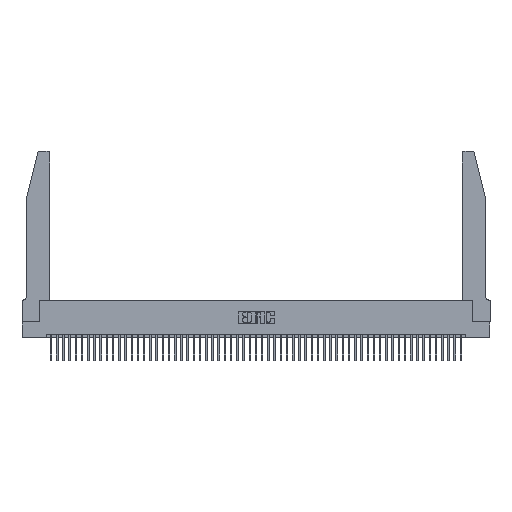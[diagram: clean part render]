
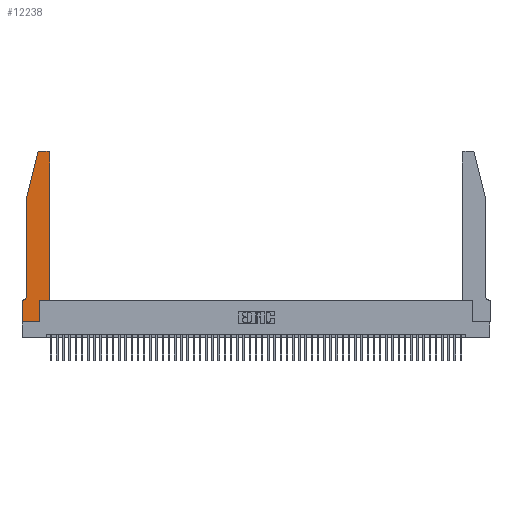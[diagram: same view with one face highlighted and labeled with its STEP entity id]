
A CAD part, top view. The second image highlights one B-rep face of the part: STEP entity #12238.
In plain terms, the highlighted planar face has unit normal (0, 0, 1).
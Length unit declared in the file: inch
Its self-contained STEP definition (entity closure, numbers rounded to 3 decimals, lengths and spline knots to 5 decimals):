
#164 = VERTEX_POINT ( 'NONE', #43969 ) ;
#904 = VECTOR ( 'NONE', #1994, 39.37008 ) ;
#1633 = CARTESIAN_POINT ( 'NONE',  ( 0.284, 2.72, 0.37 ) ) ;
#1994 = DIRECTION ( 'NONE',  ( 0., -1., 0. ) ) ;
#2240 = LINE ( 'NONE', #51928, #904 ) ;
#2372 = CARTESIAN_POINT ( 'NONE',  ( 0.0755, 2., 0.37 ) ) ;
#2387 = CARTESIAN_POINT ( 'NONE',  ( 0., 0., 0.37 ) ) ;
#2429 = CARTESIAN_POINT ( 'NONE',  ( 0.0755, 2., 0.37 ) ) ;
#2470 = CARTESIAN_POINT ( 'NONE',  ( 0.2865, 0., 0.37 ) ) ;
#2744 = PLANE ( 'NONE',  #50850 ) ;
#3283 = LINE ( 'NONE', #26450, #46396 ) ;
#4407 = VERTEX_POINT ( 'NONE', #2470 ) ;
#5019 = CARTESIAN_POINT ( 'NONE',  ( 0.2865, 0.35, 0.37 ) ) ;
#5399 = DIRECTION ( 'NONE',  ( 1., 0., 0. ) ) ;
#5921 = DIRECTION ( 'NONE',  ( 1., 0., 0. ) ) ;
#6267 = LINE ( 'NONE', #5019, #50551 ) ;
#6549 = VERTEX_POINT ( 'NONE', #24121 ) ;
#6607 = DIRECTION ( 'NONE',  ( 0., 0., 1. ) ) ;
#6698 = ORIENTED_EDGE ( 'NONE', *, *, #31863, .T. ) ;
#7575 = AXIS2_PLACEMENT_3D ( 'NONE', #1633, #30949, #5921 ) ;
#7585 = VERTEX_POINT ( 'NONE', #52417 ) ;
#8234 = ORIENTED_EDGE ( 'NONE', *, *, #23939, .T. ) ;
#8684 = ORIENTED_EDGE ( 'NONE', *, *, #13255, .T. ) ;
#9283 = DIRECTION ( 'NONE',  ( 0., 1., 0. ) ) ;
#9861 = LINE ( 'NONE', #27478, #41779 ) ;
#10510 = ORIENTED_EDGE ( 'NONE', *, *, #33069, .T. ) ;
#10753 = DIRECTION ( 'NONE',  ( -0.239, -0.971, 0. ) ) ;
#11273 = DIRECTION ( 'NONE',  ( 0., 0., 1. ) ) ;
#12182 = EDGE_CURVE ( 'NONE', #15745, #4407, #29649, .T. ) ;
#12238 = ADVANCED_FACE ( 'NONE', ( #16024 ), #2744, .T. ) ;
#12690 = LINE ( 'NONE', #2429, #44513 ) ;
#12803 = LINE ( 'NONE', #53556, #44622 ) ;
#13255 = EDGE_CURVE ( 'NONE', #45192, #41254, #12690, .T. ) ;
#13298 = ORIENTED_EDGE ( 'NONE', *, *, #28314, .T. ) ;
#15046 = VECTOR ( 'NONE', #26393, 39.37008 ) ;
#15382 = DIRECTION ( 'NONE',  ( 0., 1., 0. ) ) ;
#15745 = VERTEX_POINT ( 'NONE', #22977 ) ;
#16024 = FACE_OUTER_BOUND ( 'NONE', #28933, .T. ) ;
#16659 = DIRECTION ( 'NONE',  ( -1., 0., 0. ) ) ;
#18063 = AXIS2_PLACEMENT_3D ( 'NONE', #47215, #22379, #51340 ) ;
#18545 = ORIENTED_EDGE ( 'NONE', *, *, #46803, .T. ) ;
#19228 = ORIENTED_EDGE ( 'NONE', *, *, #43359, .T. ) ;
#19519 = CARTESIAN_POINT ( 'NONE',  ( 0.284, 2.75, 0.37 ) ) ;
#19558 = CARTESIAN_POINT ( 'NONE',  ( 0., 0.35, 0.37 ) ) ;
#19573 = CARTESIAN_POINT ( 'NONE',  ( 0.4505, 0.35, 0.37 ) ) ;
#21066 = CIRCLE ( 'NONE', #40021, 0.03 ) ;
#21962 = LINE ( 'NONE', #19573, #42711 ) ;
#21969 = ORIENTED_EDGE ( 'NONE', *, *, #12182, .T. ) ;
#21970 = VERTEX_POINT ( 'NONE', #19519 ) ;
#22379 = DIRECTION ( 'NONE',  ( 0., 0., -1. ) ) ;
#22977 = CARTESIAN_POINT ( 'NONE',  ( 0., 0., 0.37 ) ) ;
#23511 = VERTEX_POINT ( 'NONE', #45293 ) ;
#23939 = EDGE_CURVE ( 'NONE', #7585, #52373, #21066, .T. ) ;
#24121 = CARTESIAN_POINT ( 'NONE',  ( 0.4505, 0.35, 0.37 ) ) ;
#26393 = DIRECTION ( 'NONE',  ( 0., -1., 0. ) ) ;
#26450 = CARTESIAN_POINT ( 'NONE',  ( 0.4505, 0.35, 0.37 ) ) ;
#27139 = ORIENTED_EDGE ( 'NONE', *, *, #46653, .T. ) ;
#27478 = CARTESIAN_POINT ( 'NONE',  ( 0.0755, 0.35, 0.37 ) ) ;
#27626 = ORIENTED_EDGE ( 'NONE', *, *, #30436, .T. ) ;
#28114 = EDGE_CURVE ( 'NONE', #6549, #7585, #21962, .T. ) ;
#28314 = EDGE_CURVE ( 'NONE', #52373, #21970, #12803, .T. ) ;
#28933 = EDGE_LOOP ( 'NONE', ( #13298, #18545, #8684, #27626, #6698, #19228, #10510, #21969, #27139, #36264, #37579, #8234 ) ) ;
#29649 = LINE ( 'NONE', #2387, #50363 ) ;
#30436 = EDGE_CURVE ( 'NONE', #41254, #36177, #37138, .T. ) ;
#30949 = DIRECTION ( 'NONE',  ( 0., 0., 1. ) ) ;
#31628 = CARTESIAN_POINT ( 'NONE',  ( 0.4205, 2.72, 0.37 ) ) ;
#31661 = DIRECTION ( 'NONE',  ( -1., 0., 0. ) ) ;
#31863 = EDGE_CURVE ( 'NONE', #36177, #23511, #34382, .T. ) ;
#33069 = EDGE_CURVE ( 'NONE', #41039, #15745, #2240, .T. ) ;
#34382 = CIRCLE ( 'NONE', #18063, 0.07 ) ;
#35811 = DIRECTION ( 'NONE',  ( 1., 0., 0. ) ) ;
#36177 = VERTEX_POINT ( 'NONE', #39428 ) ;
#36264 = ORIENTED_EDGE ( 'NONE', *, *, #53676, .T. ) ;
#37138 = LINE ( 'NONE', #38747, #15046 ) ;
#37579 = ORIENTED_EDGE ( 'NONE', *, *, #28114, .T. ) ;
#38021 = CARTESIAN_POINT ( 'NONE',  ( 0.4205, 2.75, 0.37 ) ) ;
#38747 = CARTESIAN_POINT ( 'NONE',  ( 0.0755, 2., 0.37 ) ) ;
#39428 = CARTESIAN_POINT ( 'NONE',  ( 0.0755, 0.42, 0.37 ) ) ;
#40021 = AXIS2_PLACEMENT_3D ( 'NONE', #31628, #6607, #35811 ) ;
#40376 = DIRECTION ( 'NONE',  ( 1., 0., 0. ) ) ;
#41039 = VERTEX_POINT ( 'NONE', #51057 ) ;
#41254 = VERTEX_POINT ( 'NONE', #2372 ) ;
#41779 = VECTOR ( 'NONE', #31661, 39.37008 ) ;
#42711 = VECTOR ( 'NONE', #15382, 39.37008 ) ;
#43359 = EDGE_CURVE ( 'NONE', #23511, #41039, #9861, .T. ) ;
#43969 = CARTESIAN_POINT ( 'NONE',  ( 0.2865, 0.35, 0.37 ) ) ;
#44513 = VECTOR ( 'NONE', #10753, 39.37008 ) ;
#44622 = VECTOR ( 'NONE', #16659, 39.37008 ) ;
#45192 = VERTEX_POINT ( 'NONE', #52840 ) ;
#45293 = CARTESIAN_POINT ( 'NONE',  ( 0.0055, 0.35, 0.37 ) ) ;
#46396 = VECTOR ( 'NONE', #5399, 39.37008 ) ;
#46653 = EDGE_CURVE ( 'NONE', #4407, #164, #6267, .T. ) ;
#46803 = EDGE_CURVE ( 'NONE', #21970, #45192, #52455, .T. ) ;
#47215 = CARTESIAN_POINT ( 'NONE',  ( 0.0055, 0.42, 0.37 ) ) ;
#50363 = VECTOR ( 'NONE', #52312, 39.37008 ) ;
#50551 = VECTOR ( 'NONE', #9283, 39.37008 ) ;
#50850 = AXIS2_PLACEMENT_3D ( 'NONE', #19558, #11273, #40376 ) ;
#51057 = CARTESIAN_POINT ( 'NONE',  ( 0., 0.35, 0.37 ) ) ;
#51340 = DIRECTION ( 'NONE',  ( -1., 0., 0. ) ) ;
#51928 = CARTESIAN_POINT ( 'NONE',  ( 0., 0., 0.37 ) ) ;
#52312 = DIRECTION ( 'NONE',  ( 1., 0., 0. ) ) ;
#52373 = VERTEX_POINT ( 'NONE', #38021 ) ;
#52417 = CARTESIAN_POINT ( 'NONE',  ( 0.4505, 2.72, 0.37 ) ) ;
#52455 = CIRCLE ( 'NONE', #7575, 0.03 ) ;
#52840 = CARTESIAN_POINT ( 'NONE',  ( 0.25487, 2.72718, 0.37 ) ) ;
#53556 = CARTESIAN_POINT ( 'NONE',  ( 0.2605, 2.75, 0.37 ) ) ;
#53676 = EDGE_CURVE ( 'NONE', #164, #6549, #3283, .T. ) ;
